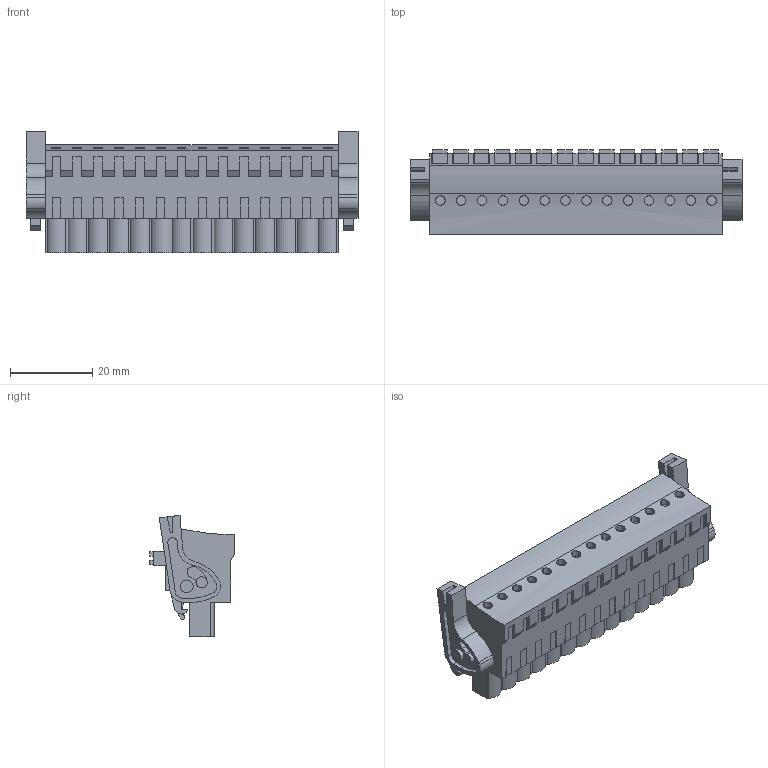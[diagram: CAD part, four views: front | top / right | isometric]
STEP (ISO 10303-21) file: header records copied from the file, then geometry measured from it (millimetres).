
FILE_DESCRIPTION(('CATIA V5 STEP Exchange','CAx-IF Rec.Pracs.--- Model Styling and Organization---1.4--- 2014-01-23'),'2;1');
FILE_NAME ('D1446340_0_1002400000_1002400000.stp','2017-09-09T07:36:32+00:00',('none'),('Weidmueller'),'CATIA Version 5-6 Release 2016','CATIA V5 STEP AP214','none');
FILE_SCHEMA(('AUTOMOTIVE_DESIGN { 1 0 10303 214 1 1 1 1 }'));
Length unit declared in the file: millimetre
Products named in the file (1): 1002400000
Bounding box: 80.82 x 20.64 x 29.52 mm (x, y, z)
Volume: 22835.6 mm3; surface area: 11005.5 mm2
Topology: 17 solids, 17 shells, 1029 faces, 2940 edges, 2011 vertices
Faces by surface type: plane 793, cylinder 226, extrusion 10
Entity records: 31073 total; most frequent: CARTESIAN_POINT 6050, ORIENTED_EDGE 5880, DIRECTION 3957, EDGE_CURVE 2940, VECTOR 2415, LINE 2405, VERTEX_POINT 2011, EDGE_LOOP 1103
